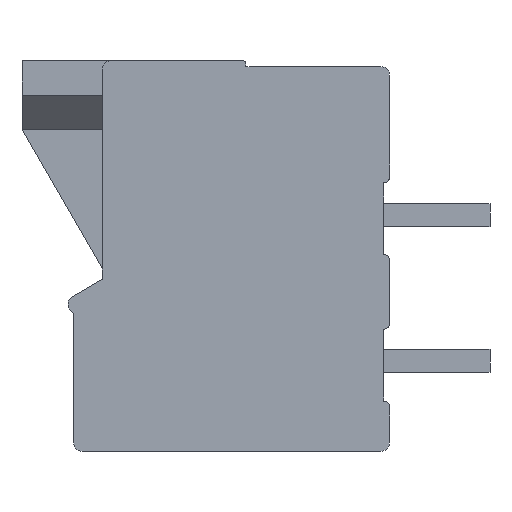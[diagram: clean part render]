
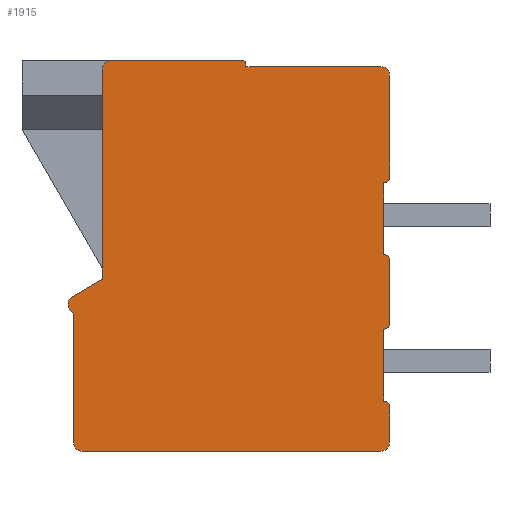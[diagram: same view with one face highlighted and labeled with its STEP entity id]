
A CAD part, left-side view. The second image highlights one B-rep face of the part: STEP entity #1915.
In plain terms, the highlighted planar face has unit normal (-1, 0, 0).
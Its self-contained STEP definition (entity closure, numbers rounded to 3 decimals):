
#48=PLANE('',#2083);
#144=FACE_OUTER_BOUND('',#255,.T.);
#255=EDGE_LOOP('',(#1482,#1483,#1484,#1485,#1486,#1487,#1488,#1489,#1490,
#1491,#1492,#1493,#1494,#1495,#1496,#1497,#1498,#1499,#1500,#1501,#1502,
#1503,#1504));
#329=LINE('',#2686,#547);
#333=LINE('',#2698,#551);
#349=LINE('',#2734,#567);
#353=LINE('',#2746,#571);
#365=LINE('',#2774,#583);
#368=LINE('',#2780,#586);
#372=LINE('',#2792,#590);
#383=LINE('',#2833,#601);
#410=LINE('',#2904,#628);
#425=LINE('',#2936,#643);
#428=LINE('',#2944,#646);
#430=LINE('',#2948,#648);
#433=LINE('',#2955,#651);
#547=VECTOR('',#2170,10.);
#551=VECTOR('',#2182,10.);
#567=VECTOR('',#2206,10.);
#571=VECTOR('',#2218,10.);
#583=VECTOR('',#2238,10.);
#586=VECTOR('',#2243,10.);
#590=VECTOR('',#2255,10.);
#601=VECTOR('',#2292,10.);
#628=VECTOR('',#2351,10.);
#643=VECTOR('',#2372,10.);
#646=VECTOR('',#2381,10.);
#648=VECTOR('',#2385,10.);
#651=VECTOR('',#2394,0.898);
#763=CIRCLE('',#2011,0.2);
#765=CIRCLE('',#2015,0.2);
#767=CIRCLE('',#2019,0.2);
#769=CIRCLE('',#2023,0.3);
#771=CIRCLE('',#2027,0.3);
#773=CIRCLE('',#2032,0.3);
#776=CIRCLE('',#2037,0.3);
#794=CIRCLE('',#2065,0.2);
#795=CIRCLE('',#2068,0.3);
#796=CIRCLE('',#2072,0.1);
#809=VERTEX_POINT('',#2676);
#810=VERTEX_POINT('',#2677);
#813=VERTEX_POINT('',#2685);
#815=VERTEX_POINT('',#2691);
#817=VERTEX_POINT('',#2697);
#831=VERTEX_POINT('',#2727);
#833=VERTEX_POINT('',#2733);
#835=VERTEX_POINT('',#2739);
#837=VERTEX_POINT('',#2745);
#847=VERTEX_POINT('',#2767);
#849=VERTEX_POINT('',#2773);
#851=VERTEX_POINT('',#2779);
#853=VERTEX_POINT('',#2785);
#855=VERTEX_POINT('',#2791);
#859=VERTEX_POINT('',#2800);
#860=VERTEX_POINT('',#2802);
#900=VERTEX_POINT('',#2903);
#913=VERTEX_POINT('',#2931);
#914=VERTEX_POINT('',#2935);
#915=VERTEX_POINT('',#2939);
#916=VERTEX_POINT('',#2943);
#917=VERTEX_POINT('',#2947);
#918=VERTEX_POINT('',#2951);
#988=EDGE_CURVE('',#809,#810,#763,.T.);
#992=EDGE_CURVE('',#810,#813,#329,.T.);
#995=EDGE_CURVE('',#813,#815,#765,.T.);
#998=EDGE_CURVE('',#815,#817,#333,.T.);
#1013=EDGE_CURVE('',#817,#831,#767,.T.);
#1016=EDGE_CURVE('',#831,#833,#349,.T.);
#1019=EDGE_CURVE('',#833,#835,#769,.T.);
#1022=EDGE_CURVE('',#835,#837,#353,.T.);
#1033=EDGE_CURVE('',#837,#847,#771,.T.);
#1036=EDGE_CURVE('',#847,#849,#365,.T.);
#1039=EDGE_CURVE('',#849,#851,#368,.T.);
#1042=EDGE_CURVE('',#851,#853,#773,.T.);
#1045=EDGE_CURVE('',#853,#855,#372,.T.);
#1050=EDGE_CURVE('',#859,#860,#776,.T.);
#1064=EDGE_CURVE('',#855,#859,#383,.T.);
#1102=EDGE_CURVE('',#900,#809,#410,.T.);
#1116=EDGE_CURVE('',#913,#900,#794,.T.);
#1118=EDGE_CURVE('',#914,#913,#425,.T.);
#1120=EDGE_CURVE('',#915,#914,#795,.T.);
#1122=EDGE_CURVE('',#916,#915,#428,.T.);
#1124=EDGE_CURVE('',#917,#916,#430,.T.);
#1126=EDGE_CURVE('',#918,#917,#796,.T.);
#1128=EDGE_CURVE('',#860,#918,#433,.T.);
#1482=ORIENTED_EDGE('',*,*,#1128,.F.);
#1483=ORIENTED_EDGE('',*,*,#1050,.F.);
#1484=ORIENTED_EDGE('',*,*,#1064,.F.);
#1485=ORIENTED_EDGE('',*,*,#1045,.F.);
#1486=ORIENTED_EDGE('',*,*,#1042,.F.);
#1487=ORIENTED_EDGE('',*,*,#1039,.F.);
#1488=ORIENTED_EDGE('',*,*,#1036,.F.);
#1489=ORIENTED_EDGE('',*,*,#1033,.F.);
#1490=ORIENTED_EDGE('',*,*,#1022,.F.);
#1491=ORIENTED_EDGE('',*,*,#1019,.F.);
#1492=ORIENTED_EDGE('',*,*,#1016,.F.);
#1493=ORIENTED_EDGE('',*,*,#1013,.F.);
#1494=ORIENTED_EDGE('',*,*,#998,.F.);
#1495=ORIENTED_EDGE('',*,*,#995,.F.);
#1496=ORIENTED_EDGE('',*,*,#992,.F.);
#1497=ORIENTED_EDGE('',*,*,#988,.F.);
#1498=ORIENTED_EDGE('',*,*,#1102,.F.);
#1499=ORIENTED_EDGE('',*,*,#1116,.F.);
#1500=ORIENTED_EDGE('',*,*,#1118,.F.);
#1501=ORIENTED_EDGE('',*,*,#1120,.F.);
#1502=ORIENTED_EDGE('',*,*,#1122,.F.);
#1503=ORIENTED_EDGE('',*,*,#1124,.F.);
#1504=ORIENTED_EDGE('',*,*,#1126,.F.);
#1915=ADVANCED_FACE('',(#144),#48,.T.);
#2011=AXIS2_PLACEMENT_3D('',#2678,#2162,#2163);
#2015=AXIS2_PLACEMENT_3D('',#2692,#2175,#2176);
#2019=AXIS2_PLACEMENT_3D('',#2728,#2199,#2200);
#2023=AXIS2_PLACEMENT_3D('',#2740,#2211,#2212);
#2027=AXIS2_PLACEMENT_3D('',#2768,#2231,#2232);
#2032=AXIS2_PLACEMENT_3D('',#2786,#2248,#2249);
#2037=AXIS2_PLACEMENT_3D('',#2803,#2263,#2264);
#2065=AXIS2_PLACEMENT_3D('',#2932,#2367,#2368);
#2068=AXIS2_PLACEMENT_3D('',#2940,#2376,#2377);
#2072=AXIS2_PLACEMENT_3D('',#2952,#2389,#2390);
#2083=AXIS2_PLACEMENT_3D('',#3001,#2428,#2429);
#2162=DIRECTION('center_axis',(1.,0.,0.));
#2163=DIRECTION('ref_axis',(0.,0.,-1.));
#2170=DIRECTION('',(0.,0.,-1.));
#2175=DIRECTION('center_axis',(1.,0.,0.));
#2176=DIRECTION('ref_axis',(0.,0.,-1.));
#2182=DIRECTION('',(0.,0.,-1.));
#2199=DIRECTION('center_axis',(1.,0.,0.));
#2200=DIRECTION('ref_axis',(0.,0.,-1.));
#2206=DIRECTION('',(0.,0.,-1.));
#2211=DIRECTION('center_axis',(1.,0.,0.));
#2212=DIRECTION('ref_axis',(0.,0.,-1.));
#2218=DIRECTION('',(0.,1.,0.));
#2231=DIRECTION('center_axis',(1.,0.,0.));
#2232=DIRECTION('ref_axis',(0.,0.,-1.));
#2238=DIRECTION('',(0.,0.,1.));
#2243=DIRECTION('',(0.,0.707,0.707));
#2248=DIRECTION('center_axis',(1.,0.,0.));
#2249=DIRECTION('ref_axis',(0.,0.,-1.));
#2255=DIRECTION('',(0.,-0.863,0.506));
#2263=DIRECTION('center_axis',(1.,0.,0.));
#2264=DIRECTION('ref_axis',(0.,1.,0.));
#2292=DIRECTION('',(0.,0.,1.));
#2351=DIRECTION('',(0.,0.,-1.));
#2367=DIRECTION('center_axis',(1.,0.,0.));
#2368=DIRECTION('ref_axis',(0.,0.,-1.));
#2372=DIRECTION('',(0.,0.,-1.));
#2376=DIRECTION('center_axis',(1.,0.,0.));
#2377=DIRECTION('ref_axis',(0.,0.,-1.));
#2381=DIRECTION('',(0.,-1.,0.));
#2385=DIRECTION('',(0.,0.,-1.));
#2389=DIRECTION('center_axis',(1.,0.,0.));
#2390=DIRECTION('ref_axis',(0.,0.,-1.));
#2394=DIRECTION('',(0.,-1.,0.));
#2428=DIRECTION('center_axis',(-1.,0.,0.));
#2429=DIRECTION('ref_axis',(0.,-1.,0.));
#2676=CARTESIAN_POINT('',(-1.5,-4.8,-6.75));
#2677=CARTESIAN_POINT('',(-1.5,-5.,-6.95));
#2678=CARTESIAN_POINT('Origin',(-1.5,-4.8,-6.95));
#2685=CARTESIAN_POINT('',(-1.5,-5.,-9.15));
#2686=CARTESIAN_POINT('',(-1.5,-5.,-7.277));
#2691=CARTESIAN_POINT('',(-1.5,-4.8,-9.35));
#2692=CARTESIAN_POINT('Origin',(-1.5,-4.8,-9.15));
#2697=CARTESIAN_POINT('',(-1.5,-4.8,-11.85));
#2698=CARTESIAN_POINT('',(-1.5,-4.8,-8.477));
#2727=CARTESIAN_POINT('',(-1.5,-5.,-12.05));
#2728=CARTESIAN_POINT('Origin',(-1.5,-4.8,-12.05));
#2733=CARTESIAN_POINT('',(-1.5,-5.,-13.3));
#2734=CARTESIAN_POINT('',(-1.5,-5.,-9.827));
#2739=CARTESIAN_POINT('',(-1.5,-4.7,-13.6));
#2740=CARTESIAN_POINT('Origin',(-1.5,-4.7,-13.3));
#2745=CARTESIAN_POINT('',(-1.5,5.7,-13.6));
#2746=CARTESIAN_POINT('',(-1.5,-2.168,-13.6));
#2767=CARTESIAN_POINT('',(-1.5,6.,-13.3));
#2768=CARTESIAN_POINT('Origin',(-1.5,5.7,-13.3));
#2773=CARTESIAN_POINT('',(-1.5,6.,-8.8));
#2774=CARTESIAN_POINT('',(-1.5,6.,-10.452));
#2779=CARTESIAN_POINT('',(-1.5,6.112,-8.688));
#2780=CARTESIAN_POINT('',(-1.5,4.89,-9.91));
#2785=CARTESIAN_POINT('',(-1.5,6.052,-8.217));
#2786=CARTESIAN_POINT('Origin',(-1.5,5.9,-8.476));
#2791=CARTESIAN_POINT('',(-1.5,5.,-7.6));
#2792=CARTESIAN_POINT('',(-1.5,3.803,-6.898));
#2800=CARTESIAN_POINT('',(-1.5,5.,-0.3));
#2802=CARTESIAN_POINT('',(-1.5,4.7,0.));
#2803=CARTESIAN_POINT('Origin',(-1.5,4.7,-0.3));
#2833=CARTESIAN_POINT('',(-1.5,5.,-7.602));
#2903=CARTESIAN_POINT('',(-1.5,-4.8,-4.25));
#2904=CARTESIAN_POINT('',(-1.5,-4.8,-5.927));
#2931=CARTESIAN_POINT('',(-1.5,-5.,-4.05));
#2932=CARTESIAN_POINT('Origin',(-1.5,-4.8,-4.05));
#2935=CARTESIAN_POINT('',(-1.5,-5.,-0.5));
#2936=CARTESIAN_POINT('',(-1.5,-5.,-4.052));
#2939=CARTESIAN_POINT('',(-1.5,-4.7,-0.2));
#2940=CARTESIAN_POINT('Origin',(-1.5,-4.7,-0.5));
#2943=CARTESIAN_POINT('',(-1.5,0.,-0.2));
#2944=CARTESIAN_POINT('',(-1.5,0.182,-0.2));
#2947=CARTESIAN_POINT('',(-1.5,0.,-0.1));
#2948=CARTESIAN_POINT('',(-1.5,0.,-3.852));
#2951=CARTESIAN_POINT('',(-1.5,0.1,0.));
#2952=CARTESIAN_POINT('Origin',(-1.5,0.1,-0.1));
#2955=CARTESIAN_POINT('',(-1.5,4.7,0.));
#3001=CARTESIAN_POINT('Origin',(-1.5,2.523,0.));
